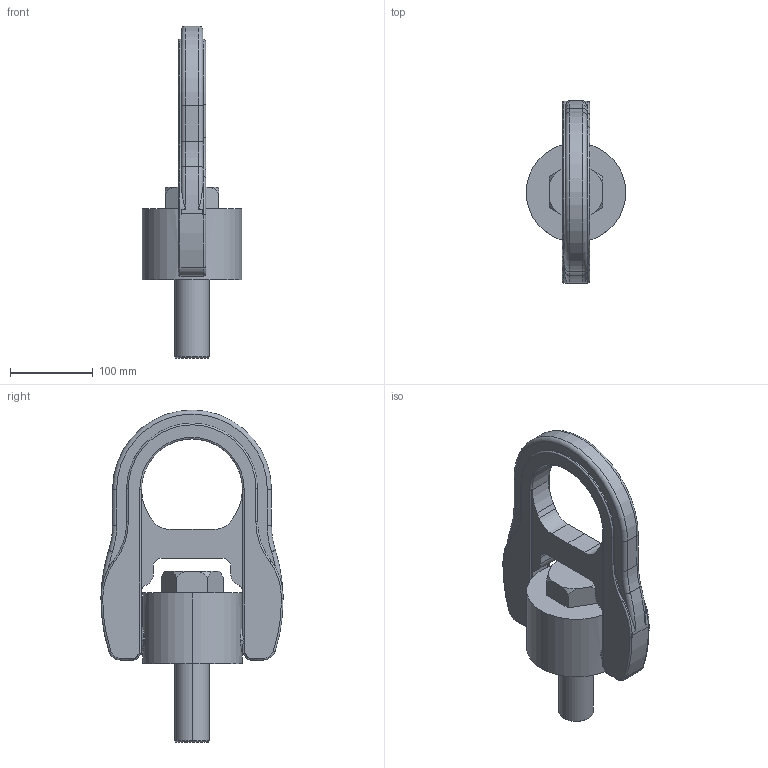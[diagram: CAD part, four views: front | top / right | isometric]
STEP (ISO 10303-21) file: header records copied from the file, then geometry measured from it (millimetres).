
FILE_DESCRIPTION(('CATIA V5 STEP Exchange'),'2;1');
FILE_NAME('8-203-125.stp','2015-11-12T09:06:51+00:00',('none'),('none'),'CATIA Version 5 Release 21 GA (IN-10)','CATIA V5 STEP AP203','none');
FILE_SCHEMA(('CONFIG_CONTROL_DESIGN'));
Length unit declared in the file: millimetre
Products named in the file (1): Part2
Bounding box: 120 x 219.96 x 400.95 mm (x, y, z)
Volume: 2145048 mm3; surface area: 185036.9 mm2
Topology: 1 solids, 1 shells, 179 faces, 451 edges, 278 vertices
Faces by surface type: cylinder 73, plane 50, torus 44, cone 8, revolution 2, extrusion 2
Entity records: 5482 total; most frequent: CARTESIAN_POINT 1458, ORIENTED_EDGE 902, DIRECTION 673, EDGE_CURVE 451, AXIS2_PLACEMENT_3D 337, VERTEX_POINT 278, CIRCLE 189, VECTOR 188
